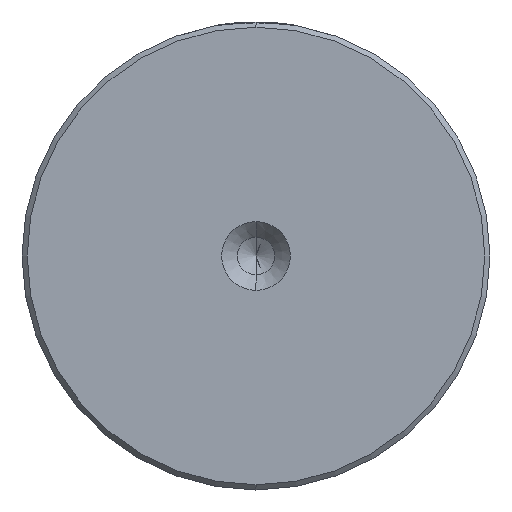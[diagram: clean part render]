
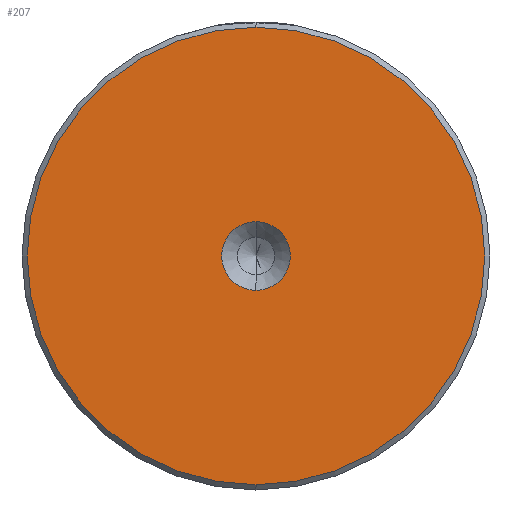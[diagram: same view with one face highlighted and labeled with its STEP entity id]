
A CAD part, left-side view. The second image highlights one B-rep face of the part: STEP entity #207.
In plain terms, the highlighted planar face has unit normal (-1, 0, 0).
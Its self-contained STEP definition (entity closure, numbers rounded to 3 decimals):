
#93 = VERTEX_POINT ( 'NONE', #1379 ) ;
#134 = FACE_BOUND ( 'NONE', #2404, .T. ) ;
#149 = CARTESIAN_POINT ( 'NONE',  ( 0., 0., 3.3 ) ) ;
#207 = ADVANCED_FACE ( 'NONE', ( #481, #134 ), #603, .T. ) ;
#337 = AXIS2_PLACEMENT_3D ( 'NONE', #1172, #1165, #1157 ) ;
#378 = AXIS2_PLACEMENT_3D ( 'NONE', #1926, #786, #2126 ) ;
#390 = AXIS2_PLACEMENT_3D ( 'NONE', #589, #540, #438 ) ;
#438 = DIRECTION ( 'NONE',  ( 0., 0., 1. ) ) ;
#459 = EDGE_CURVE ( 'NONE', #2154, #93, #511, .T. ) ;
#481 = FACE_OUTER_BOUND ( 'NONE', #649, .T. ) ;
#511 = CIRCLE ( 'NONE', #337, 22. ) ;
#540 = DIRECTION ( 'NONE',  ( -1., 0., 0. ) ) ;
#589 = CARTESIAN_POINT ( 'NONE',  ( 0., 0., 0. ) ) ;
#603 = PLANE ( 'NONE',  #390 ) ;
#649 = EDGE_LOOP ( 'NONE', ( #790, #1612 ) ) ;
#687 = CIRCLE ( 'NONE', #378, 3.3 ) ;
#699 = AXIS2_PLACEMENT_3D ( 'NONE', #2018, #870, #2199 ) ;
#762 = VERTEX_POINT ( 'NONE', #1231 ) ;
#786 = DIRECTION ( 'NONE',  ( -1., 0., 0. ) ) ;
#790 = ORIENTED_EDGE ( 'NONE', *, *, #929, .T. ) ;
#862 = CIRCLE ( 'NONE', #1303, 22. ) ;
#870 = DIRECTION ( 'NONE',  ( -1., 0., 0. ) ) ;
#929 = EDGE_CURVE ( 'NONE', #93, #2154, #862, .T. ) ;
#937 = CARTESIAN_POINT ( 'NONE',  ( 0., 0., 0. ) ) ;
#1001 = ORIENTED_EDGE ( 'NONE', *, *, #1049, .F. ) ;
#1049 = EDGE_CURVE ( 'NONE', #762, #1566, #687, .T. ) ;
#1126 = ORIENTED_EDGE ( 'NONE', *, *, #2245, .F. ) ;
#1132 = DIRECTION ( 'NONE',  ( 0., 0., 1. ) ) ;
#1157 = DIRECTION ( 'NONE',  ( 0., 0., 1. ) ) ;
#1165 = DIRECTION ( 'NONE',  ( -1., 0., 0. ) ) ;
#1172 = CARTESIAN_POINT ( 'NONE',  ( 0., 0., 0. ) ) ;
#1231 = CARTESIAN_POINT ( 'NONE',  ( 0., 0., -3.3 ) ) ;
#1303 = AXIS2_PLACEMENT_3D ( 'NONE', #937, #2277, #1132 ) ;
#1379 = CARTESIAN_POINT ( 'NONE',  ( 0., 0., -22. ) ) ;
#1566 = VERTEX_POINT ( 'NONE', #149 ) ;
#1602 = CIRCLE ( 'NONE', #699, 3.3 ) ;
#1612 = ORIENTED_EDGE ( 'NONE', *, *, #459, .T. ) ;
#1774 = CARTESIAN_POINT ( 'NONE',  ( 0., 0., 22. ) ) ;
#1926 = CARTESIAN_POINT ( 'NONE',  ( 0., 0., 0. ) ) ;
#2018 = CARTESIAN_POINT ( 'NONE',  ( 0., 0., 0. ) ) ;
#2126 = DIRECTION ( 'NONE',  ( 0., 0., 1. ) ) ;
#2154 = VERTEX_POINT ( 'NONE', #1774 ) ;
#2199 = DIRECTION ( 'NONE',  ( 0., 0., 1. ) ) ;
#2245 = EDGE_CURVE ( 'NONE', #1566, #762, #1602, .T. ) ;
#2277 = DIRECTION ( 'NONE',  ( -1., 0., 0. ) ) ;
#2404 = EDGE_LOOP ( 'NONE', ( #1126, #1001 ) ) ;
